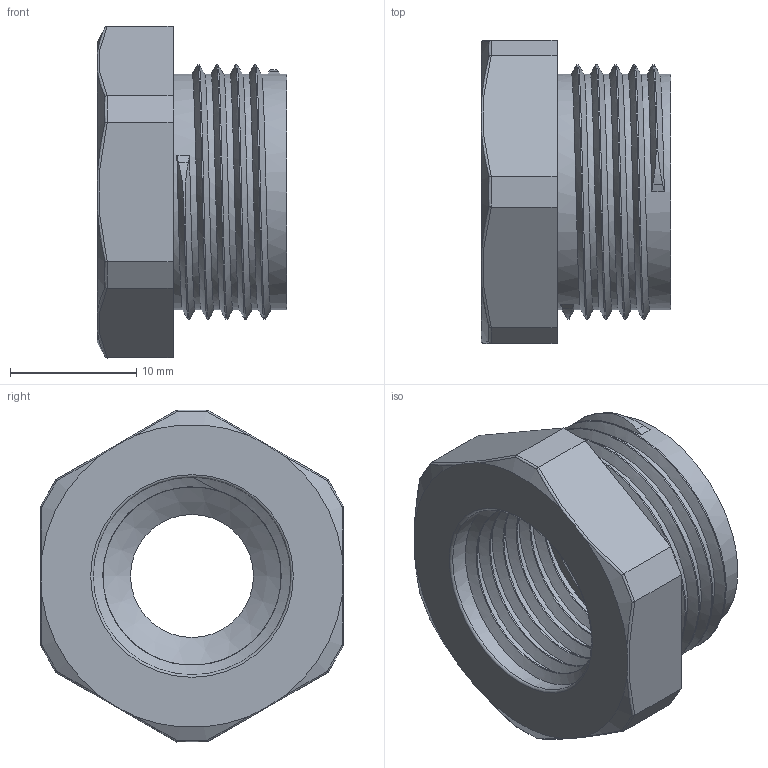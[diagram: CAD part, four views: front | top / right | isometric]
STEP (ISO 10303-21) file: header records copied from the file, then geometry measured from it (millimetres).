
FILE_DESCRIPTION(/* description */ ('Reduzierung sechskant PG 13/PG 9 Bauform A'),/* implementation_level */ '2;1');
FILE_NAME(/* name */ '11081309-RST.stp',/* time_stamp */ '2020-04-28T10:36:24+02:00',/* author */ ('sl'),/* organization */ (''),/* preprocessor_version */ 'ST-DEVELOPER v16.5',/* originating_system */ 'Autodesk Inventor 2017',/* authorisation */ '');
FILE_SCHEMA (('AUTOMOTIVE_DESIGN { 1 0 10303 214 3 1 1 }'));
Length unit declared in the file: millimetre
Products named in the file (1): 11081309
Bounding box: 15 x 24 x 26.31 mm (x, y, z)
Volume: 3064.6 mm3; surface area: 2973.4 mm2
Topology: 1 solids, 1 shells, 63 faces, 173 edges, 114 vertices
Faces by surface type: plane 20, cylinder 19, bspline 16, cone 7, torus 1
Full cylindrical faces by diameter (mm): 9.75 x1, 15.662 x6, 15.8 x1, 18.678 x5
Entity records: 4145 total; most frequent: CARTESIAN_POINT 2956, ORIENTED_EDGE 264, DIRECTION 191, EDGE_CURVE 132, VERTEX_POINT 90, AXIS2_PLACEMENT_3D 79, EDGE_LOOP 64, B_SPLINE_CURVE_WITH_KNOTS 58
